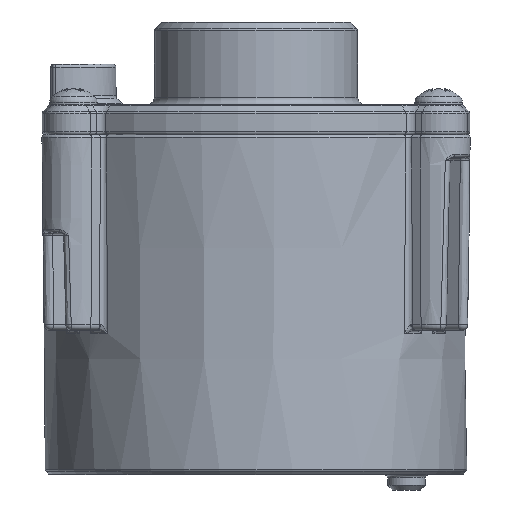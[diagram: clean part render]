
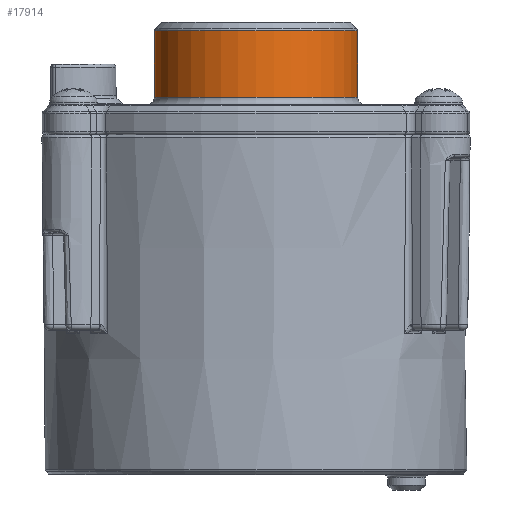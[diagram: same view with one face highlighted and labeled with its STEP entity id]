
A CAD part, front view. The second image highlights one B-rep face of the part: STEP entity #17914.
In plain terms, the highlighted cylindrical face has radius 6.75 mm (diameter 13.5 mm), a full revolution.
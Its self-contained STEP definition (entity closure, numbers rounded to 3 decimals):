
#3026=CYLINDRICAL_SURFACE('',#19450,6.75);
#3557=FACE_BOUND('',#5144,.T.);
#3999=FACE_OUTER_BOUND('',#5143,.T.);
#5143=EDGE_LOOP('',(#13490));
#5144=EDGE_LOOP('',(#13491));
#6331=CIRCLE('',#19297,6.75);
#6433=CIRCLE('',#19433,6.75);
#7849=VERTEX_POINT('',#34656);
#7969=VERTEX_POINT('',#35108);
#9890=EDGE_CURVE('',#7849,#7849,#6331,.T.);
#10018=EDGE_CURVE('',#7969,#7969,#6433,.T.);
#13490=ORIENTED_EDGE('',*,*,#9890,.T.);
#13491=ORIENTED_EDGE('',*,*,#10018,.T.);
#17914=ADVANCED_FACE('',(#3999,#3557),#3026,.T.);
#19297=AXIS2_PLACEMENT_3D('',#34657,#22509,#22510);
#19433=AXIS2_PLACEMENT_3D('',#35109,#22789,#22790);
#19450=AXIS2_PLACEMENT_3D('',#35139,#22827,#22828);
#22509=DIRECTION('center_axis',(0.,0.,-1.));
#22510=DIRECTION('ref_axis',(1.,0.,0.));
#22789=DIRECTION('center_axis',(0.,0.,1.));
#22790=DIRECTION('ref_axis',(1.,0.,0.));
#22827=DIRECTION('center_axis',(0.,0.,-1.));
#22828=DIRECTION('ref_axis',(-1.,0.,0.));
#34656=CARTESIAN_POINT('',(6.75,0.,6.917));
#34657=CARTESIAN_POINT('Origin',(0.,0.,6.917));
#35108=CARTESIAN_POINT('',(6.75,0.,2.5));
#35109=CARTESIAN_POINT('Origin',(0.,0.,2.5));
#35139=CARTESIAN_POINT('Origin',(0.,0.,7.5));
